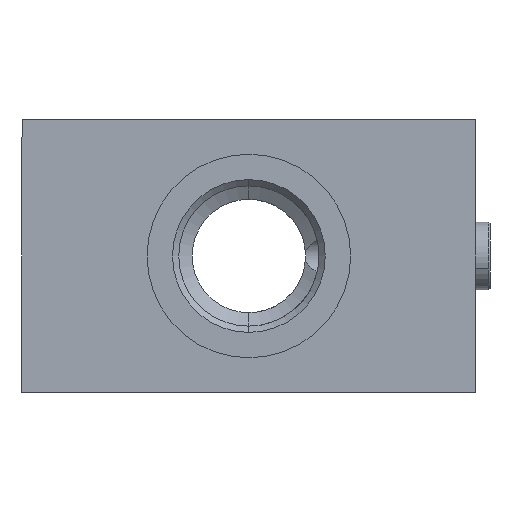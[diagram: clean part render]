
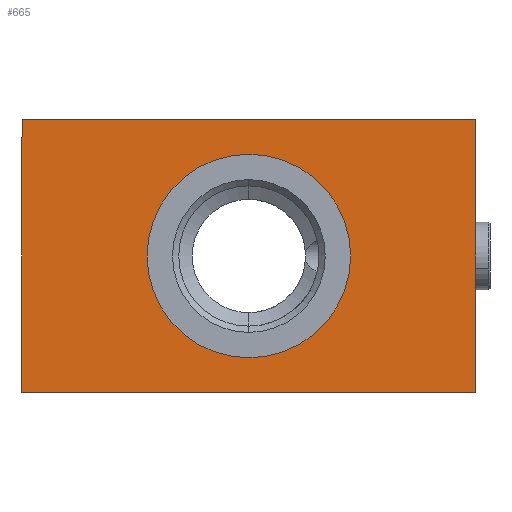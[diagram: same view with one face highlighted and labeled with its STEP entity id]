
A CAD part, front view. The second image highlights one B-rep face of the part: STEP entity #665.
In plain terms, the highlighted planar face has unit normal (0, -1, 0).
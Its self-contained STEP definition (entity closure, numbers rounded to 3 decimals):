
#153 = DIRECTION ( 'NONE',  ( 0., -1., 0. ) ) ;
#237 = DIRECTION ( 'NONE',  ( -1., 0., 0. ) ) ;
#270 = LINE ( 'NONE', #14405, #8930 ) ;
#554 = CARTESIAN_POINT ( 'NONE',  ( 0., 0., 76.2 ) ) ;
#665 = ADVANCED_FACE ( 'NONE', ( #13119, #7894 ), #11364, .F. ) ;
#1300 = AXIS2_PLACEMENT_3D ( 'NONE', #10822, #7962, #6640 ) ;
#1376 = DIRECTION ( 'NONE',  ( 1., 0., 0. ) ) ;
#1605 = EDGE_CURVE ( 'NONE', #7675, #13608, #6156, .T. ) ;
#1776 = CIRCLE ( 'NONE', #9682, 28.5 ) ;
#2477 = VECTOR ( 'NONE', #4864, 1000. ) ;
#2594 = ORIENTED_EDGE ( 'NONE', *, *, #1605, .F. ) ;
#2669 = CARTESIAN_POINT ( 'NONE',  ( 0., 0., 76.2 ) ) ;
#2861 = LINE ( 'NONE', #2669, #12849 ) ;
#2934 = VERTEX_POINT ( 'NONE', #6185 ) ;
#4044 = EDGE_CURVE ( 'NONE', #15122, #16093, #1776, .T. ) ;
#4376 = CARTESIAN_POINT ( 'NONE',  ( 0., 0., 0. ) ) ;
#4406 = CARTESIAN_POINT ( 'NONE',  ( 63.5, 0., 66.6 ) ) ;
#4522 = CARTESIAN_POINT ( 'NONE',  ( 127., 0., 0. ) ) ;
#4677 = EDGE_CURVE ( 'NONE', #2934, #7675, #270, .T. ) ;
#4780 = AXIS2_PLACEMENT_3D ( 'NONE', #9845, #17091, #5848 ) ;
#4864 = DIRECTION ( 'NONE',  ( 0., 0., 1. ) ) ;
#4870 = VECTOR ( 'NONE', #237, 1000. ) ;
#4989 = EDGE_LOOP ( 'NONE', ( #14853, #2594, #11389, #15153 ) ) ;
#5848 = DIRECTION ( 'NONE',  ( 0., 0., 1. ) ) ;
#6156 = LINE ( 'NONE', #4376, #4870 ) ;
#6185 = CARTESIAN_POINT ( 'NONE',  ( 127., 0., 76.2 ) ) ;
#6640 = DIRECTION ( 'NONE',  ( 0., 0., -1. ) ) ;
#7001 = CARTESIAN_POINT ( 'NONE',  ( 63.5, 0., 38.1 ) ) ;
#7511 = EDGE_CURVE ( 'NONE', #13777, #2934, #2861, .T. ) ;
#7675 = VERTEX_POINT ( 'NONE', #4522 ) ;
#7894 = FACE_BOUND ( 'NONE', #15371, .T. ) ;
#7962 = DIRECTION ( 'NONE',  ( 0., -1., 0. ) ) ;
#8745 = DIRECTION ( 'NONE',  ( 0., 0., -1. ) ) ;
#8930 = VECTOR ( 'NONE', #8745, 1000. ) ;
#9415 = CIRCLE ( 'NONE', #1300, 28.5 ) ;
#9682 = AXIS2_PLACEMENT_3D ( 'NONE', #7001, #153, #13818 ) ;
#9845 = CARTESIAN_POINT ( 'NONE',  ( 0., 0., 76.2 ) ) ;
#10822 = CARTESIAN_POINT ( 'NONE',  ( 63.5, 0., 38.1 ) ) ;
#11008 = EDGE_CURVE ( 'NONE', #16093, #15122, #9415, .T. ) ;
#11364 = PLANE ( 'NONE',  #4780 ) ;
#11389 = ORIENTED_EDGE ( 'NONE', *, *, #4677, .F. ) ;
#11773 = ORIENTED_EDGE ( 'NONE', *, *, #4044, .F. ) ;
#12077 = ORIENTED_EDGE ( 'NONE', *, *, #11008, .F. ) ;
#12849 = VECTOR ( 'NONE', #1376, 1000. ) ;
#13119 = FACE_OUTER_BOUND ( 'NONE', #4989, .T. ) ;
#13608 = VERTEX_POINT ( 'NONE', #16956 ) ;
#13777 = VERTEX_POINT ( 'NONE', #554 ) ;
#13818 = DIRECTION ( 'NONE',  ( 0., 0., -1. ) ) ;
#14405 = CARTESIAN_POINT ( 'NONE',  ( 127., 0., 0. ) ) ;
#14439 = LINE ( 'NONE', #17421, #2477 ) ;
#14743 = CARTESIAN_POINT ( 'NONE',  ( 63.5, 0., 9.6 ) ) ;
#14853 = ORIENTED_EDGE ( 'NONE', *, *, #16966, .F. ) ;
#15122 = VERTEX_POINT ( 'NONE', #14743 ) ;
#15153 = ORIENTED_EDGE ( 'NONE', *, *, #7511, .F. ) ;
#15371 = EDGE_LOOP ( 'NONE', ( #11773, #12077 ) ) ;
#16093 = VERTEX_POINT ( 'NONE', #4406 ) ;
#16956 = CARTESIAN_POINT ( 'NONE',  ( 0., 0., 0. ) ) ;
#16966 = EDGE_CURVE ( 'NONE', #13608, #13777, #14439, .T. ) ;
#17091 = DIRECTION ( 'NONE',  ( 0., 1., 0. ) ) ;
#17421 = CARTESIAN_POINT ( 'NONE',  ( 0., 0., 0. ) ) ;
